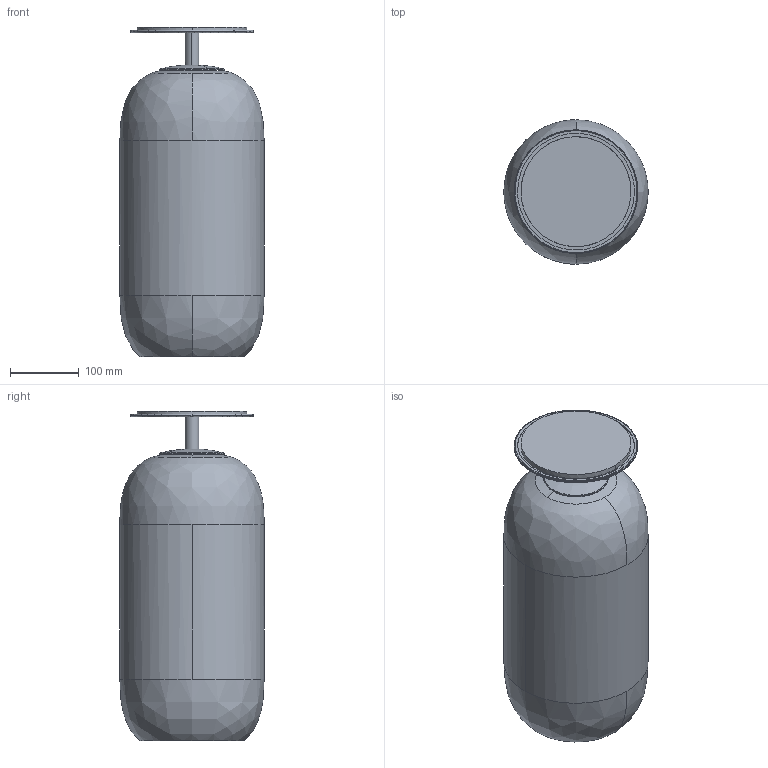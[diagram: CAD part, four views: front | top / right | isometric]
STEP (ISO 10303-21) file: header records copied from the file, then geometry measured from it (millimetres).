
FILE_DESCRIPTION(/* description */ (''),/* implementation_level */ '2;1');
FILE_NAME(/* name */ '140800~1',/* time_stamp */ '2019-07-16T10:55:50+02:00',/* author */ (''),/* organization */ (''),/* preprocessor_version */ 'ST-DEVELOPER v15',/* originating_system */ '',/* authorisation */ '');
FILE_SCHEMA (('AUTOMOTIVE_DESIGN'));
Length unit declared in the file: millimetre
Products named in the file (1): Document
Bounding box: 210 x 210 x 480.37 mm (x, y, z)
Volume: 1604766.6 mm3; surface area: 667531 mm2
Topology: 3 solids, 8 shells, 83 faces, 211 edges, 144 vertices
Faces by surface type: bspline 68, plane 15
Entity records: 4130 total; most frequent: CARTESIAN_POINT 2962, ORIENTED_EDGE 394, EDGE_CURVE 208, VERTEX_POINT 144, EDGE_LOOP 94, ADVANCED_FACE 83, FACE_OUTER_BOUND 83, B_SPLINE_CURVE_WITH_KNOTS 38
